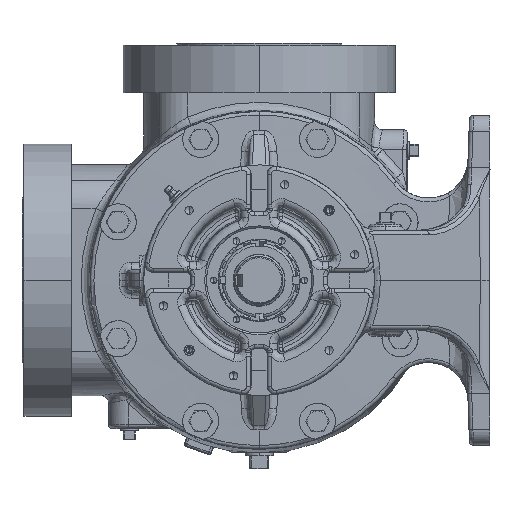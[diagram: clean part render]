
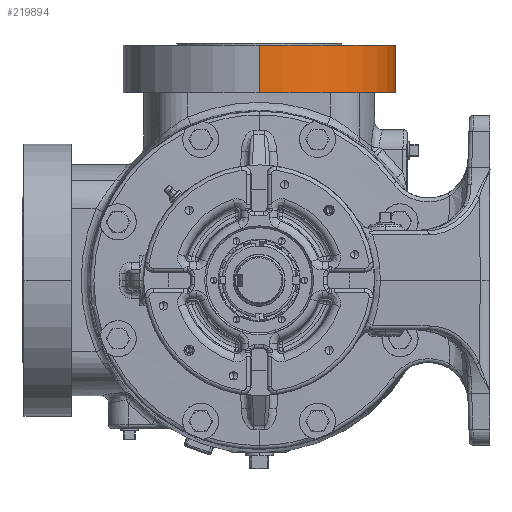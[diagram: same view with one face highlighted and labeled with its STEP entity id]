
A CAD part, left-side view. The second image highlights one B-rep face of the part: STEP entity #219894.
In plain terms, the highlighted cylindrical face has radius 104.775 mm (diameter 209.55 mm), a partial arc.
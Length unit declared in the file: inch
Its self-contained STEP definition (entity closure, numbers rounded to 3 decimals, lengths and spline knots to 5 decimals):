
#12268 = EDGE_CURVE ( 'NONE', #171152, #83040, #112158, .T. ) ;
#28539 = EDGE_CURVE ( 'NONE', #170810, #218584, #172881, .T. ) ;
#32140 = DIRECTION ( 'NONE',  ( -1., 0., 0. ) ) ;
#38303 = AXIS2_PLACEMENT_3D ( 'NONE', #150930, #239693, #93917 ) ;
#42659 = DIRECTION ( 'NONE',  ( 0., 0., -1. ) ) ;
#61889 = AXIS2_PLACEMENT_3D ( 'NONE', #62830, #238895, #32140 ) ;
#62830 = CARTESIAN_POINT ( 'NONE',  ( 3.345, 0., 7.1275 ) ) ;
#67531 = CARTESIAN_POINT ( 'NONE',  ( 7.47, 0., 5.09404 ) ) ;
#76082 = ORIENTED_EDGE ( 'NONE', *, *, #12268, .T. ) ;
#80424 = CARTESIAN_POINT ( 'NONE',  ( 3.345, 0., 5.09404 ) ) ;
#83040 = VERTEX_POINT ( 'NONE', #171976 ) ;
#85088 = ORIENTED_EDGE ( 'NONE', *, *, #28539, .F. ) ;
#93917 = DIRECTION ( 'NONE',  ( -1., 0., 0. ) ) ;
#111837 = DIRECTION ( 'NONE',  ( 0., 0., -1. ) ) ;
#112158 = LINE ( 'NONE', #174525, #209217 ) ;
#119301 = FACE_OUTER_BOUND ( 'NONE', #138021, .T. ) ;
#119759 = EDGE_CURVE ( 'NONE', #170810, #171152, #243448, .T. ) ;
#122028 = CYLINDRICAL_SURFACE ( 'NONE', #274075, 4.125 ) ;
#122342 = CIRCLE ( 'NONE', #38303, 4.125 ) ;
#132705 = DIRECTION ( 'NONE',  ( -1., 0., 0. ) ) ;
#138021 = EDGE_LOOP ( 'NONE', ( #85088, #234319, #76082, #217787 ) ) ;
#150623 = CARTESIAN_POINT ( 'NONE',  ( 7.47, 0., 7.1275 ) ) ;
#150930 = CARTESIAN_POINT ( 'NONE',  ( 3.345, 0., 5.6875 ) ) ;
#152370 = CARTESIAN_POINT ( 'NONE',  ( 7.47, 0., 5.6875 ) ) ;
#161950 = VECTOR ( 'NONE', #42659, 39.37008 ) ;
#170810 = VERTEX_POINT ( 'NONE', #150623 ) ;
#171152 = VERTEX_POINT ( 'NONE', #176807 ) ;
#171976 = CARTESIAN_POINT ( 'NONE',  ( -0.78, 0., 5.6875 ) ) ;
#172881 = LINE ( 'NONE', #67531, #161950 ) ;
#174525 = CARTESIAN_POINT ( 'NONE',  ( -0.78, 0., 5.09404 ) ) ;
#176807 = CARTESIAN_POINT ( 'NONE',  ( -0.78, 0., 7.1275 ) ) ;
#187859 = EDGE_CURVE ( 'NONE', #218584, #83040, #122342, .T. ) ;
#196701 = DIRECTION ( 'NONE',  ( 0., 0., -1. ) ) ;
#209217 = VECTOR ( 'NONE', #196701, 39.37008 ) ;
#217787 = ORIENTED_EDGE ( 'NONE', *, *, #187859, .F. ) ;
#218584 = VERTEX_POINT ( 'NONE', #152370 ) ;
#219894 = ADVANCED_FACE ( 'NONE', ( #119301 ), #122028, .T. ) ;
#234319 = ORIENTED_EDGE ( 'NONE', *, *, #119759, .T. ) ;
#238895 = DIRECTION ( 'NONE',  ( 0., 0., -1. ) ) ;
#239693 = DIRECTION ( 'NONE',  ( 0., 0., -1. ) ) ;
#243448 = CIRCLE ( 'NONE', #61889, 4.125 ) ;
#274075 = AXIS2_PLACEMENT_3D ( 'NONE', #80424, #111837, #132705 ) ;
